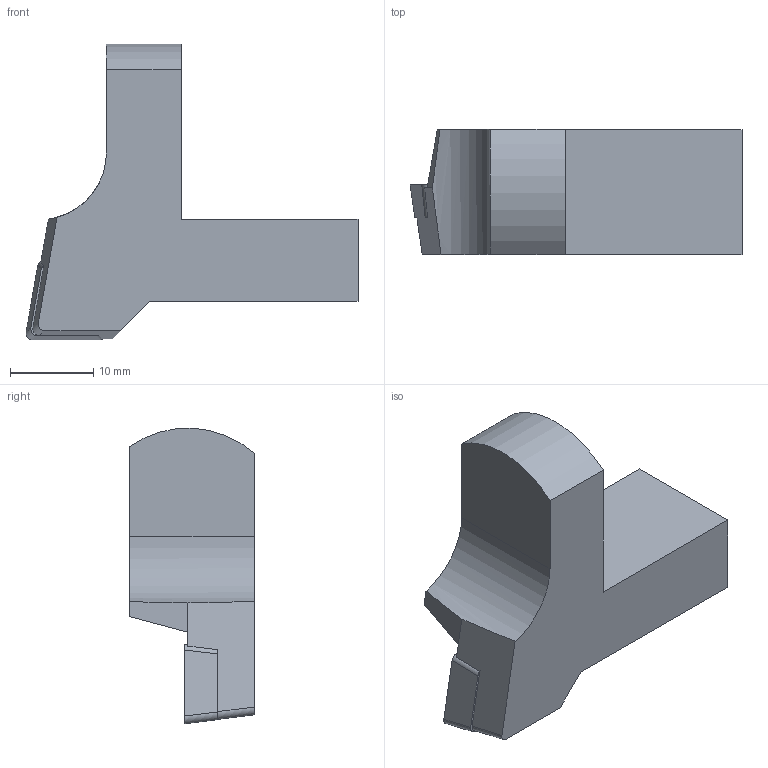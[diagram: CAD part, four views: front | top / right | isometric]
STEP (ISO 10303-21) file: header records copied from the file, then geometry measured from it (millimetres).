
FILE_DESCRIPTION(/* description */ (''),/* implementation_level */ '2;1');
FILE_NAME(/* name */ 'A7256B.stp',/* time_stamp */ '2017-10-23T16:42:29+05:00',/* author */ (''),/* organization */ (''),/* preprocessor_version */ 'ST-DEVELOPER v16',/* originating_system */ 'SIEMENS PLM Software NX 11.0',/* authorisation */ '');
FILE_SCHEMA (('AUTOMOTIVE_DESIGN { 1 0 10303 214 3 1 1 1 }'));
Length unit declared in the file: millimetre
Products named in the file (1): A7256B
Bounding box: 39.85 x 15 x 35.48 mm (x, y, z)
Volume: 6974.7 mm3; surface area: 3353.2 mm2
Topology: 2 solids, 2 shells, 32 faces, 83 edges, 55 vertices
Faces by surface type: plane 22, cylinder 10
Entity records: 1048 total; most frequent: DIRECTION 177, CARTESIAN_POINT 174, ORIENTED_EDGE 166, EDGE_CURVE 83, LINE 61, VECTOR 61, AXIS2_PLACEMENT_3D 58, VERTEX_POINT 55
